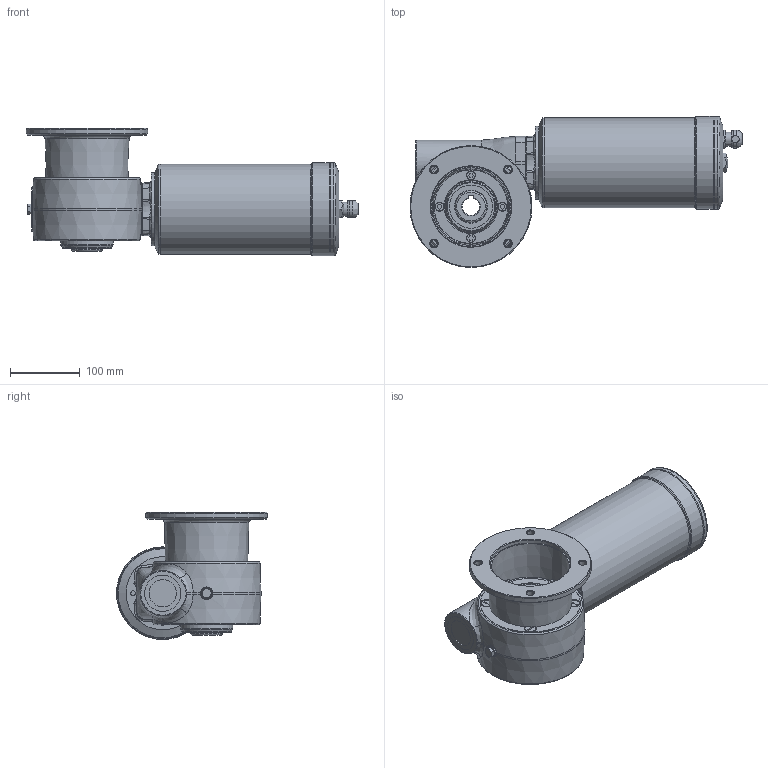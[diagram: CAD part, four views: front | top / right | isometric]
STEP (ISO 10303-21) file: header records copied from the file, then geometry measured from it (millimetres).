
FILE_DESCRIPTION( ( 'Unknown' ), '1' );
FILE_NAME( '2E40E3BAF4AA9652135F5C47B72F919D.3d.stp', 'Unknown', ( 'Unknown' ), ( 'Unknown' ), 'PSStep 10.1', 'Unknown', ' ' );
FILE_SCHEMA( ( 'AUTOMOTIVE_DESIGN { 1 0 10303 214 1 1 1 1 }' ) );
Length unit declared in the file: millimetre
Products named in the file (1): N638800
Bounding box: 476.5 x 217 x 182.5 mm (x, y, z)
Volume: 5888389.1 mm3; surface area: 346536.2 mm2
Topology: 1 solids, 24 shells, 618 faces, 1442 edges, 918 vertices
Faces by surface type: plane 217, cylinder 141, cone 131, bspline 88, torus 40, sphere 1
Full cylindrical faces by diameter (mm): 4.134 x2, 4.917 x8, 6.647 x20, 7 x5, 8 x8, 9 x8, 10.5 x4, 13 x8, 13.4 x1, 14 x5, 16.662 x1, 17 x1, 18 x1, 20 x1, 35 x1, 39 x1, 45 x2, 46 x2, 47 x1, 47.5 x2, 52 x2, 62 x2, 75 x3, 105 x1, 115 x1, 128.98 x1, 129 x2, 132.98 x2, 133 x3, 144 x1
Entity records: 27737 total; most frequent: CARTESIAN_POINT 11093, DIRECTION 2315, ORIENTED_EDGE 2114, EDGE_CURVE 1057, AXIS2_PLACEMENT_3D 1010, EDGE_LOOP 926, VERTEX_POINT 796, FACE_OUTER_BOUND 747
